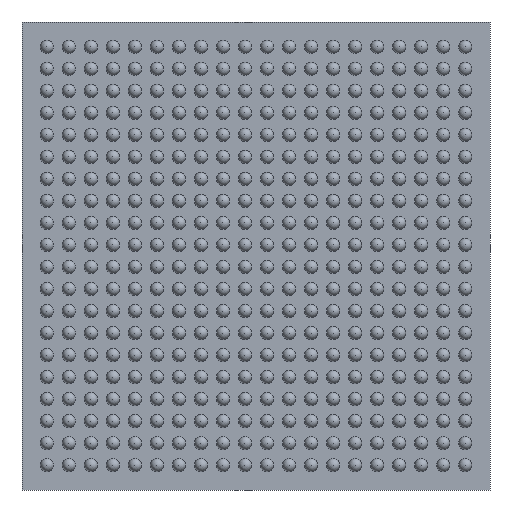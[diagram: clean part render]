
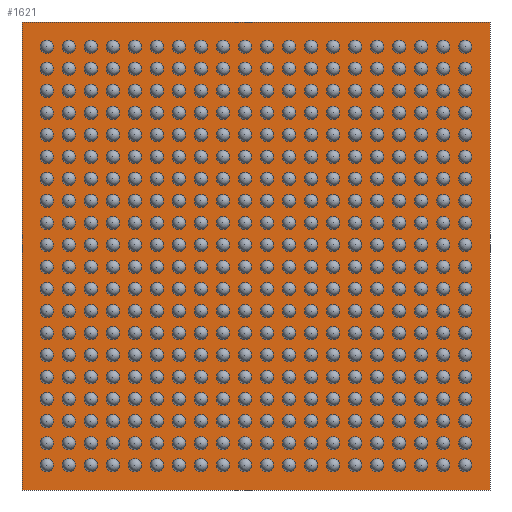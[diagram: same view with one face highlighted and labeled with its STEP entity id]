
A CAD part, front view. The second image highlights one B-rep face of the part: STEP entity #1621.
In plain terms, the highlighted planar face has unit normal (0, -1, 0).
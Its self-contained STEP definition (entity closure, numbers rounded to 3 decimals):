
#294 = DIRECTION ( 'NONE',  ( 0., 0., 1. ) ) ;
#408 = VECTOR ( 'NONE', #3191, 1000. ) ;
#1621 = ADVANCED_FACE ( 'NONE', ( #33535 ), #24135, .T. ) ;
#2652 = AXIS2_PLACEMENT_3D ( 'NONE', #13514, #16239, #18970 ) ;
#3191 = DIRECTION ( 'NONE',  ( -1., 0., 0. ) ) ;
#3896 = EDGE_CURVE ( 'NONE', #23456, #21079, #21251, .T. ) ;
#4479 = EDGE_CURVE ( 'NONE', #30181, #23456, #26800, .T. ) ;
#5288 = CARTESIAN_POINT ( 'NONE',  ( 13.5, 0.7, -13.5 ) ) ;
#8989 = LINE ( 'NONE', #20176, #15095 ) ;
#9374 = CARTESIAN_POINT ( 'NONE',  ( -13.5, 0.7, 13.5 ) ) ;
#11411 = EDGE_CURVE ( 'NONE', #27429, #30181, #8989, .T. ) ;
#11749 = VECTOR ( 'NONE', #25345, 1000. ) ;
#13039 = VECTOR ( 'NONE', #294, 1000. ) ;
#13514 = CARTESIAN_POINT ( 'NONE',  ( 0., 0.7, 0. ) ) ;
#14335 = EDGE_LOOP ( 'NONE', ( #15397, #14709, #29172, #32651 ) ) ;
#14354 = CARTESIAN_POINT ( 'NONE',  ( 13.5, 0.7, 13.5 ) ) ;
#14470 = CARTESIAN_POINT ( 'NONE',  ( 13.5, 0.7, -13.5 ) ) ;
#14709 = ORIENTED_EDGE ( 'NONE', *, *, #4479, .T. ) ;
#15095 = VECTOR ( 'NONE', #32698, 1000. ) ;
#15397 = ORIENTED_EDGE ( 'NONE', *, *, #11411, .T. ) ;
#16239 = DIRECTION ( 'NONE',  ( 0., -1., 0. ) ) ;
#18970 = DIRECTION ( 'NONE',  ( 0., 0., -1. ) ) ;
#19382 = EDGE_CURVE ( 'NONE', #21079, #27429, #33203, .T. ) ;
#20176 = CARTESIAN_POINT ( 'NONE',  ( -13.5, 0.7, -13.5 ) ) ;
#21079 = VERTEX_POINT ( 'NONE', #22841 ) ;
#21251 = LINE ( 'NONE', #14354, #408 ) ;
#21640 = CARTESIAN_POINT ( 'NONE',  ( -13.5, 0.7, -13.5 ) ) ;
#22841 = CARTESIAN_POINT ( 'NONE',  ( -13.5, 0.7, 13.5 ) ) ;
#23456 = VERTEX_POINT ( 'NONE', #31877 ) ;
#24135 = PLANE ( 'NONE',  #2652 ) ;
#25345 = DIRECTION ( 'NONE',  ( 0., 0., -1. ) ) ;
#26800 = LINE ( 'NONE', #5288, #13039 ) ;
#27429 = VERTEX_POINT ( 'NONE', #21640 ) ;
#29172 = ORIENTED_EDGE ( 'NONE', *, *, #3896, .T. ) ;
#30181 = VERTEX_POINT ( 'NONE', #14470 ) ;
#31877 = CARTESIAN_POINT ( 'NONE',  ( 13.5, 0.7, 13.5 ) ) ;
#32651 = ORIENTED_EDGE ( 'NONE', *, *, #19382, .T. ) ;
#32698 = DIRECTION ( 'NONE',  ( 1., 0., 0. ) ) ;
#33203 = LINE ( 'NONE', #9374, #11749 ) ;
#33535 = FACE_OUTER_BOUND ( 'NONE', #14335, .T. ) ;
